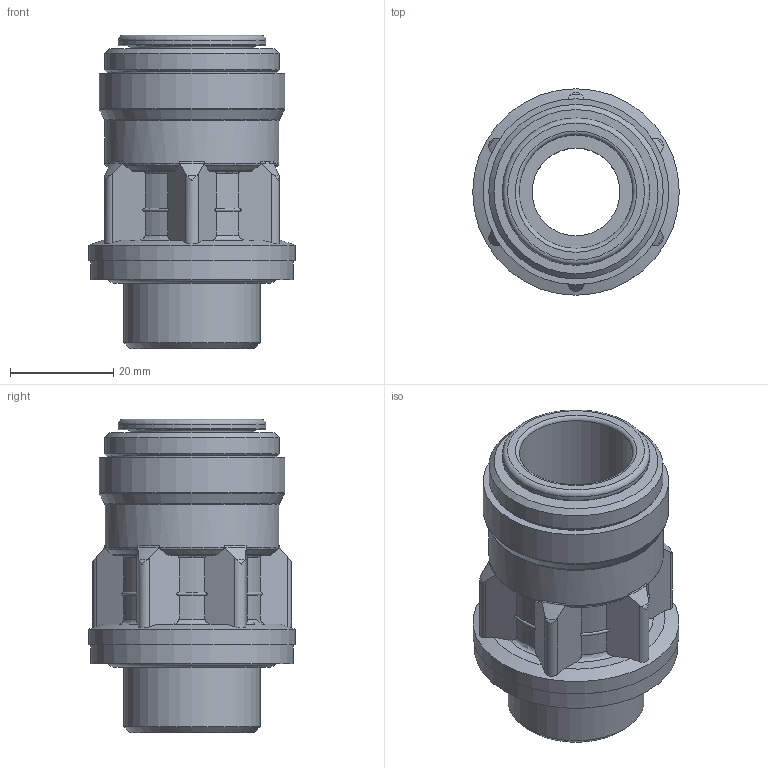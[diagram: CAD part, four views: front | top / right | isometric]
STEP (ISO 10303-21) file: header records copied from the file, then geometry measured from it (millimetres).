
FILE_DESCRIPTION(/* description */ ('STEP AP214'),/* implementation_level */ '2;1');
FILE_NAME(/* name */ '177686_CQ-3_4-22',/* time_stamp */ '2024-08-07T22:00:46+02:00',/* author */ ('License CC BY-ND 4.0'),/* organization */ ('CADENAS'),/* preprocessor_version */ 'ST-DEVELOPER v19.3',/* originating_system */ 'PARTsolutions',/* authorisation */ ' ');
FILE_SCHEMA (('AUTOMOTIVE_DESIGN {1 0 10303 214 3 1 1}'));
Length unit declared in the file: millimetre
Products named in the file (1): 177686 CQ-3/4-22
Bounding box: 40 x 40 x 60.7 mm (x, y, z)
Volume: 31889.6 mm3; surface area: 12898.1 mm2
Topology: 1 solids, 1 shells, 129 faces, 346 edges, 226 vertices
Faces by surface type: torus 49, plane 33, cylinder 29, cone 18
Full cylindrical faces by diameter (mm): 17 x1, 22 x1, 23.95 x1, 26.441 x1, 28.55 x1, 33 x1, 33.8 x2, 36 x1, 39.3 x1, 40 x1
Entity records: 4233 total; most frequent: CARTESIAN_POINT 1231, ORIENTED_EDGE 640, DIRECTION 564, EDGE_CURVE 320, AXIS2_PLACEMENT_3D 246, VERTEX_POINT 224, EDGE_LOOP 162, FACE_BOUND 162
